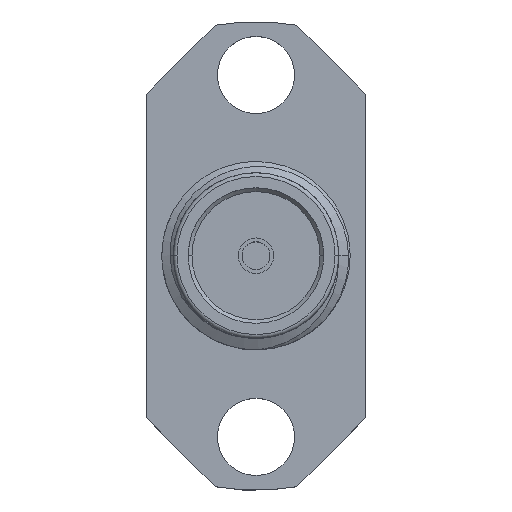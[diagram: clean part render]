
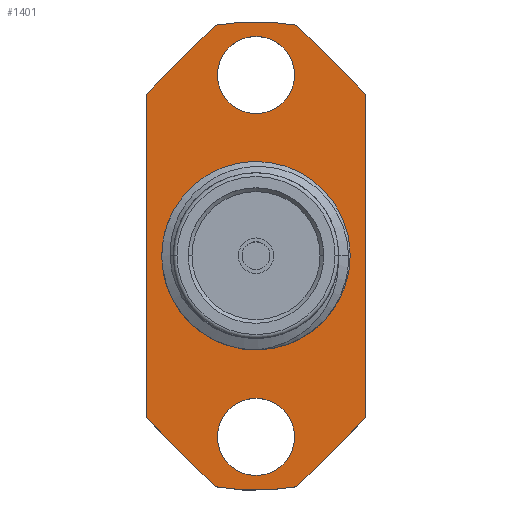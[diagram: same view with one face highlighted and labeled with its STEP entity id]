
A CAD part, top view. The second image highlights one B-rep face of the part: STEP entity #1401.
In plain terms, the highlighted planar face has unit normal (0, 0, 1).
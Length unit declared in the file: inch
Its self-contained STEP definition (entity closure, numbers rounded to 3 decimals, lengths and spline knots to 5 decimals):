
#3 = VERTEX_POINT ( 'NONE', #2856 ) ;
#14 = DIRECTION ( 'NONE',  ( 0., 0., 1. ) ) ;
#65 = ORIENTED_EDGE ( 'NONE', *, *, #4442, .T. ) ;
#223 = CARTESIAN_POINT ( 'NONE',  ( -0.14567, -0.31102, -0.30787 ) ) ;
#233 = VERTEX_POINT ( 'NONE', #1789 ) ;
#290 = CARTESIAN_POINT ( 'NONE',  ( -0.05118, 0.24016, -0.30787 ) ) ;
#306 = AXIS2_PLACEMENT_3D ( 'NONE', #1823, #2207, #4043 ) ;
#362 = CIRCLE ( 'NONE', #2632, 0.31102 ) ;
#407 = FACE_BOUND ( 'NONE', #1479, .T. ) ;
#420 = EDGE_CURVE ( 'NONE', #3798, #2657, #362, .T. ) ;
#427 = DIRECTION ( 'NONE',  ( 1., 0., 0. ) ) ;
#433 = DIRECTION ( 'NONE',  ( -0.707, -0.707, 0. ) ) ;
#451 = AXIS2_PLACEMENT_3D ( 'NONE', #2118, #3978, #3635 ) ;
#562 = EDGE_LOOP ( 'NONE', ( #2341, #1020, #1529, #3036, #2175, #65, #1497, #4192 ) ) ;
#661 = DIRECTION ( 'NONE',  ( -1., 0., 0. ) ) ;
#749 = DIRECTION ( 'NONE',  ( 1., 0., 0. ) ) ;
#818 = CARTESIAN_POINT ( 'NONE',  ( 0., 0.24016, -0.30787 ) ) ;
#1020 = ORIENTED_EDGE ( 'NONE', *, *, #2004, .T. ) ;
#1032 = CARTESIAN_POINT ( 'NONE',  ( 0., 0., -0.30787 ) ) ;
#1110 = LINE ( 'NONE', #3898, #2053 ) ;
#1254 = VERTEX_POINT ( 'NONE', #2463 ) ;
#1345 = CIRCLE ( 'NONE', #3786, 0.05118 ) ;
#1401 = ADVANCED_FACE ( 'NONE', ( #2835, #407, #3483, #2966 ), #4528, .F. ) ;
#1434 = EDGE_CURVE ( 'NONE', #3305, #4708, #4247, .T. ) ;
#1479 = EDGE_LOOP ( 'NONE', ( #3198, #4567 ) ) ;
#1497 = ORIENTED_EDGE ( 'NONE', *, *, #420, .T. ) ;
#1529 = ORIENTED_EDGE ( 'NONE', *, *, #3489, .T. ) ;
#1538 = EDGE_CURVE ( 'NONE', #4506, #1796, #4298, .T. ) ;
#1541 = DIRECTION ( 'NONE',  ( 0., 0., 1. ) ) ;
#1552 = CARTESIAN_POINT ( 'NONE',  ( 0.05421, -0.30626, -0.30787 ) ) ;
#1664 = DIRECTION ( 'NONE',  ( 0.707, -0.707, 0. ) ) ;
#1694 = LINE ( 'NONE', #2431, #4477 ) ;
#1789 = CARTESIAN_POINT ( 'NONE',  ( -0.14567, 0.2148, -0.30787 ) ) ;
#1796 = VERTEX_POINT ( 'NONE', #290 ) ;
#1809 = DIRECTION ( 'NONE',  ( 0., 1., 0. ) ) ;
#1823 = CARTESIAN_POINT ( 'NONE',  ( 0., -0.24016, -0.30787 ) ) ;
#1854 = CARTESIAN_POINT ( 'NONE',  ( 0.14567, -0.2148, -0.30787 ) ) ;
#1945 = DIRECTION ( 'NONE',  ( 0., 0., 1. ) ) ;
#1966 = CARTESIAN_POINT ( 'NONE',  ( -0.05421, 0.30626, -0.30787 ) ) ;
#1986 = DIRECTION ( 'NONE',  ( 0., 0., 1. ) ) ;
#2004 = EDGE_CURVE ( 'NONE', #4833, #4842, #3073, .T. ) ;
#2053 = VECTOR ( 'NONE', #2319, 39.37008 ) ;
#2104 = CARTESIAN_POINT ( 'NONE',  ( -0.05118, -0.24016, -0.30787 ) ) ;
#2118 = CARTESIAN_POINT ( 'NONE',  ( 0., 0., -0.30787 ) ) ;
#2127 = LINE ( 'NONE', #223, #2249 ) ;
#2175 = ORIENTED_EDGE ( 'NONE', *, *, #1434, .T. ) ;
#2207 = DIRECTION ( 'NONE',  ( 0., 0., 1. ) ) ;
#2210 = EDGE_CURVE ( 'NONE', #3, #3024, #4722, .T. ) ;
#2249 = VECTOR ( 'NONE', #2873, 39.37008 ) ;
#2280 = CARTESIAN_POINT ( 'NONE',  ( 0., 0., -0.30787 ) ) ;
#2287 = EDGE_CURVE ( 'NONE', #233, #4833, #2127, .T. ) ;
#2296 = AXIS2_PLACEMENT_3D ( 'NONE', #818, #1945, #4553 ) ;
#2307 = ORIENTED_EDGE ( 'NONE', *, *, #2210, .T. ) ;
#2319 = DIRECTION ( 'NONE',  ( 0.707, 0.707, 0. ) ) ;
#2326 = DIRECTION ( 'NONE',  ( 1., 0., 0. ) ) ;
#2341 = ORIENTED_EDGE ( 'NONE', *, *, #2287, .T. ) ;
#2349 = CIRCLE ( 'NONE', #2296, 0.05118 ) ;
#2372 = EDGE_LOOP ( 'NONE', ( #3417, #4359 ) ) ;
#2422 = ORIENTED_EDGE ( 'NONE', *, *, #2483, .T. ) ;
#2431 = CARTESIAN_POINT ( 'NONE',  ( 0.05421, 0.30626, -0.30787 ) ) ;
#2463 = CARTESIAN_POINT ( 'NONE',  ( 0.05118, -0.24016, -0.30787 ) ) ;
#2483 = EDGE_CURVE ( 'NONE', #3024, #3, #3945, .T. ) ;
#2511 = AXIS2_PLACEMENT_3D ( 'NONE', #1032, #3273, #661 ) ;
#2561 = CARTESIAN_POINT ( 'NONE',  ( 0.05421, 0.30626, -0.30787 ) ) ;
#2590 = VECTOR ( 'NONE', #1664, 39.37008 ) ;
#2606 = DIRECTION ( 'NONE',  ( 1., 0., 0. ) ) ;
#2632 = AXIS2_PLACEMENT_3D ( 'NONE', #2280, #1541, #2606 ) ;
#2651 = CARTESIAN_POINT ( 'NONE',  ( 0.14567, 0.2148, -0.30787 ) ) ;
#2657 = VERTEX_POINT ( 'NONE', #3391 ) ;
#2705 = CIRCLE ( 'NONE', #3386, 0.31102 ) ;
#2724 = EDGE_CURVE ( 'NONE', #2657, #233, #4542, .T. ) ;
#2756 = EDGE_CURVE ( 'NONE', #1796, #4506, #2349, .T. ) ;
#2835 = FACE_BOUND ( 'NONE', #4909, .T. ) ;
#2856 = CARTESIAN_POINT ( 'NONE',  ( -0.11489, 0., -0.30787 ) ) ;
#2873 = DIRECTION ( 'NONE',  ( 0., -1., 0. ) ) ;
#2930 = CARTESIAN_POINT ( 'NONE',  ( 0.14567, -0.31102, -0.30787 ) ) ;
#2966 = FACE_OUTER_BOUND ( 'NONE', #562, .T. ) ;
#3020 = CARTESIAN_POINT ( 'NONE',  ( 0., 0., -0.30787 ) ) ;
#3024 = VERTEX_POINT ( 'NONE', #4603 ) ;
#3036 = ORIENTED_EDGE ( 'NONE', *, *, #4215, .T. ) ;
#3053 = DIRECTION ( 'NONE',  ( 0., 0., 1. ) ) ;
#3073 = LINE ( 'NONE', #3137, #2590 ) ;
#3137 = CARTESIAN_POINT ( 'NONE',  ( -0.05421, -0.30626, -0.30787 ) ) ;
#3171 = VERTEX_POINT ( 'NONE', #2104 ) ;
#3172 = DIRECTION ( 'NONE',  ( -0.707, 0.707, 0. ) ) ;
#3198 = ORIENTED_EDGE ( 'NONE', *, *, #1538, .F. ) ;
#3273 = DIRECTION ( 'NONE',  ( 0., 0., -1. ) ) ;
#3305 = VERTEX_POINT ( 'NONE', #1854 ) ;
#3372 = VECTOR ( 'NONE', #433, 39.37008 ) ;
#3386 = AXIS2_PLACEMENT_3D ( 'NONE', #3020, #3053, #749 ) ;
#3391 = CARTESIAN_POINT ( 'NONE',  ( -0.05421, 0.30626, -0.30787 ) ) ;
#3417 = ORIENTED_EDGE ( 'NONE', *, *, #3806, .F. ) ;
#3483 = FACE_BOUND ( 'NONE', #2372, .T. ) ;
#3489 = EDGE_CURVE ( 'NONE', #4842, #4153, #2705, .T. ) ;
#3635 = DIRECTION ( 'NONE',  ( -1., 0., 0. ) ) ;
#3718 = CARTESIAN_POINT ( 'NONE',  ( 0., 0., -0.30787 ) ) ;
#3726 = VECTOR ( 'NONE', #1809, 39.37008 ) ;
#3786 = AXIS2_PLACEMENT_3D ( 'NONE', #4257, #1986, #2326 ) ;
#3798 = VERTEX_POINT ( 'NONE', #2561 ) ;
#3806 = EDGE_CURVE ( 'NONE', #1254, #3171, #1345, .T. ) ;
#3810 = DIRECTION ( 'NONE',  ( -1., 0., 0. ) ) ;
#3898 = CARTESIAN_POINT ( 'NONE',  ( 0.05421, -0.30626, -0.30787 ) ) ;
#3945 = CIRCLE ( 'NONE', #4671, 0.11489 ) ;
#3978 = DIRECTION ( 'NONE',  ( 0., 0., -1. ) ) ;
#4038 = CARTESIAN_POINT ( 'NONE',  ( -0.14567, -0.2148, -0.30787 ) ) ;
#4043 = DIRECTION ( 'NONE',  ( 1., 0., 0. ) ) ;
#4058 = CIRCLE ( 'NONE', #306, 0.05118 ) ;
#4133 = AXIS2_PLACEMENT_3D ( 'NONE', #4544, #14, #427 ) ;
#4153 = VERTEX_POINT ( 'NONE', #1552 ) ;
#4192 = ORIENTED_EDGE ( 'NONE', *, *, #2724, .T. ) ;
#4215 = EDGE_CURVE ( 'NONE', #4153, #3305, #1110, .T. ) ;
#4247 = LINE ( 'NONE', #2930, #3726 ) ;
#4257 = CARTESIAN_POINT ( 'NONE',  ( 0., -0.24016, -0.30787 ) ) ;
#4298 = CIRCLE ( 'NONE', #4133, 0.05118 ) ;
#4359 = ORIENTED_EDGE ( 'NONE', *, *, #4504, .F. ) ;
#4416 = CARTESIAN_POINT ( 'NONE',  ( -0.05421, -0.30626, -0.30787 ) ) ;
#4442 = EDGE_CURVE ( 'NONE', #4708, #3798, #1694, .T. ) ;
#4447 = DIRECTION ( 'NONE',  ( 0., 0., -1. ) ) ;
#4463 = CARTESIAN_POINT ( 'NONE',  ( 0.05118, 0.24016, -0.30787 ) ) ;
#4477 = VECTOR ( 'NONE', #3172, 39.37008 ) ;
#4504 = EDGE_CURVE ( 'NONE', #3171, #1254, #4058, .T. ) ;
#4506 = VERTEX_POINT ( 'NONE', #4463 ) ;
#4528 = PLANE ( 'NONE',  #2511 ) ;
#4542 = LINE ( 'NONE', #1966, #3372 ) ;
#4544 = CARTESIAN_POINT ( 'NONE',  ( 0., 0.24016, -0.30787 ) ) ;
#4553 = DIRECTION ( 'NONE',  ( 1., 0., 0. ) ) ;
#4567 = ORIENTED_EDGE ( 'NONE', *, *, #2756, .F. ) ;
#4603 = CARTESIAN_POINT ( 'NONE',  ( 0.11489, 0., -0.30787 ) ) ;
#4671 = AXIS2_PLACEMENT_3D ( 'NONE', #3718, #4447, #3810 ) ;
#4708 = VERTEX_POINT ( 'NONE', #2651 ) ;
#4722 = CIRCLE ( 'NONE', #451, 0.11489 ) ;
#4833 = VERTEX_POINT ( 'NONE', #4038 ) ;
#4842 = VERTEX_POINT ( 'NONE', #4416 ) ;
#4909 = EDGE_LOOP ( 'NONE', ( #2307, #2422 ) ) ;
